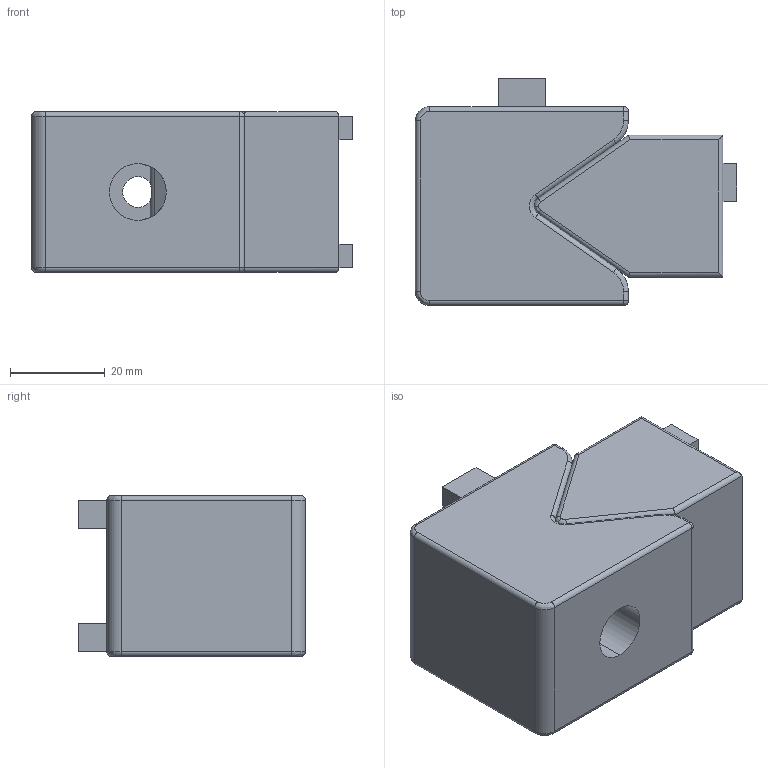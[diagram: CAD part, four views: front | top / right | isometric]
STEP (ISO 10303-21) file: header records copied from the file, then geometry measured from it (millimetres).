
FILE_DESCRIPTION (( 'STEP AP214' ), '1' );
FILE_NAME ('6728103', '2019-02-01T14:37:58', ( '' ), ('JUGARD+KÜNSTNER GmbH'), 'SwSTEP 2.0', 'SolidWorks 2017', '' );
FILE_SCHEMA (( 'AUTOMOTIVE_DESIGN' ));
Length unit declared in the file: millimetre
Products named in the file (3): Kopie von 2^Anschlagsatz-10; 6728103_CNAJF00; Kopie von 6728103^Anschlagsatz-10
Assembly tree (2 placements, depth 2):
  6728103_CNAJF00
    Kopie von 6728103^Anschlagsatz-10
    Kopie von 2^Anschlagsatz-10
Bounding box: 67.87 x 48 x 34 mm (x, y, z)
Volume: 78575.6 mm3; surface area: 17880.9 mm2
Topology: 2 solids, 2 shells, 101 faces, 241 edges, 140 vertices
Faces by surface type: cylinder 45, plane 38, bspline 18
Entity records: 3235 total; most frequent: CARTESIAN_POINT 933, ORIENTED_EDGE 474, DIRECTION 447, EDGE_CURVE 237, AXIS2_PLACEMENT_3D 156, VERTEX_POINT 140, LINE 135, VECTOR 135
